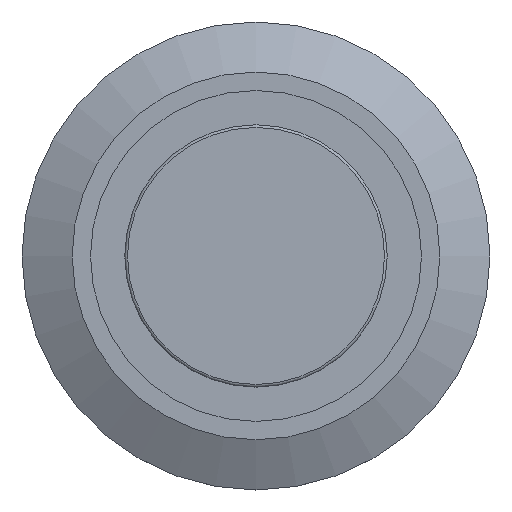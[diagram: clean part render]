
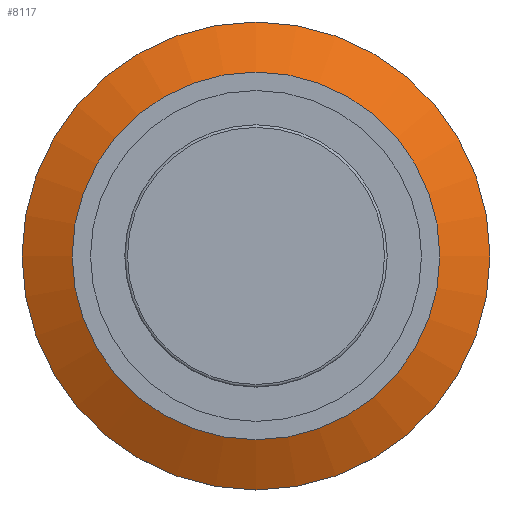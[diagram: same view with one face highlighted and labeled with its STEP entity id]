
A CAD part, top view. The second image highlights one B-rep face of the part: STEP entity #8117.
In plain terms, the highlighted conical face has half-angle 63.435 degrees and reference radius 25.4 mm.
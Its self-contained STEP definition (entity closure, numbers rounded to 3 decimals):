
#8083=CARTESIAN_POINT('',(0.,-14.,0.5));
#8084=VERTEX_POINT('',#8083);
#8085=CARTESIAN_POINT('',(0.0,0.0,0.5));
#8086=DIRECTION('',(0.0,0.0,1.0));
#8087=DIRECTION('',(0.0,-1.0,0.0));
#8088=AXIS2_PLACEMENT_3D('',#8085,#8086,#8087);
#8089=CIRCLE('',#8088,14.);
#8090=EDGE_CURVE('',#8084,#8084,#8089,.T.);
#8098=CARTESIAN_POINT('',(0.0,0.0,-5.2));
#8099=DIRECTION('',(0.0,0.0,-1.0));
#8100=DIRECTION('',(0.0,-1.0,0.0));
#8101=AXIS2_PLACEMENT_3D('',#8098,#8099,#8100);
#8102=CONICAL_SURFACE('',#8101,25.4,63.435);
#8103=ORIENTED_EDGE('',*,*,#8090,.T.);
#8104=EDGE_LOOP('',(#8103));
#8105=FACE_OUTER_BOUND('',#8104,.T.);
#8106=CARTESIAN_POINT('',(0.0,-11.,2.));
#8107=VERTEX_POINT('',#8106);
#8108=CARTESIAN_POINT('',(0.0,0.0,2.));
#8109=DIRECTION('',(0.0,0.0,1.0));
#8110=DIRECTION('',(0.0,-1.0,0.0));
#8111=AXIS2_PLACEMENT_3D('',#8108,#8109,#8110);
#8112=CIRCLE('',#8111,11.);
#8113=EDGE_CURVE('',#8107,#8107,#8112,.T.);
#8114=ORIENTED_EDGE('',*,*,#8113,.F.);
#8115=EDGE_LOOP('',(#8114));
#8116=FACE_BOUND('',#8115,.T.);
#8117=ADVANCED_FACE('',(#8105,#8116),#8102,.T.);
